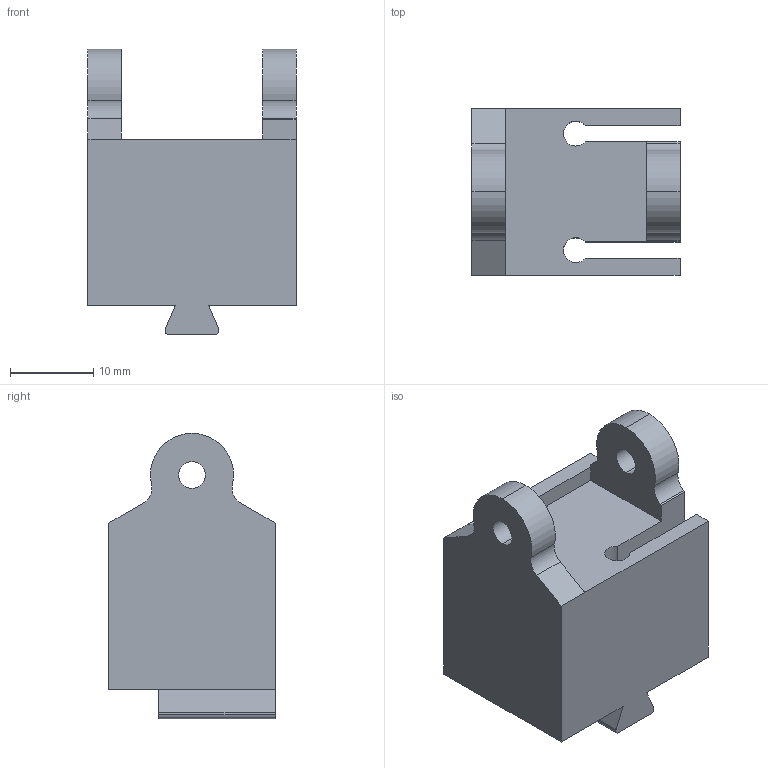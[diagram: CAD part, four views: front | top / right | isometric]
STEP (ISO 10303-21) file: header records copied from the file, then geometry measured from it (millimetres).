
FILE_DESCRIPTION (( 'STEP AP203' ), '1' );
FILE_NAME ('up part-0118_Default_sldprt.STEP', '2018-06-25T12:48:05', ( '' ), ( '' ), 'SwSTEP 2.0', 'SolidWorks 2017', '' );
FILE_SCHEMA (( 'CONFIG_CONTROL_DESIGN' ));
Length unit declared in the file: millimetre
Products named in the file (1): up part-0118_Default_sldprt
Bounding box: 25 x 20 x 34.27 mm (x, y, z)
Volume: 9789.5 mm3; surface area: 4644.7 mm2
Topology: 1 solids, 1 shells, 50 faces, 136 edges, 90 vertices
Faces by surface type: plane 26, cylinder 24
Entity records: 1677 total; most frequent: DIRECTION 286, CARTESIAN_POINT 277, ORIENTED_EDGE 272, EDGE_CURVE 136, AXIS2_PLACEMENT_3D 99, VERTEX_POINT 90, LINE 88, VECTOR 88
